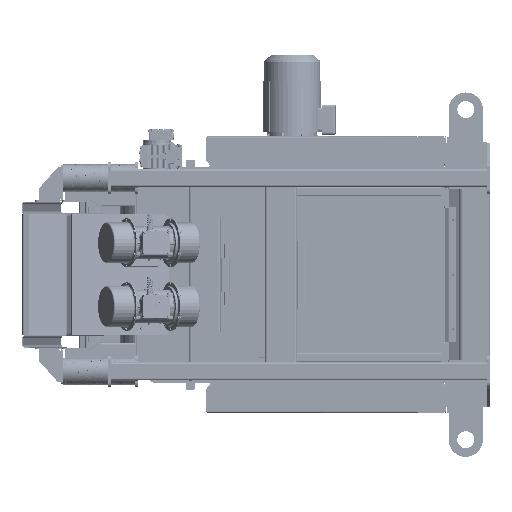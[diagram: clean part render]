
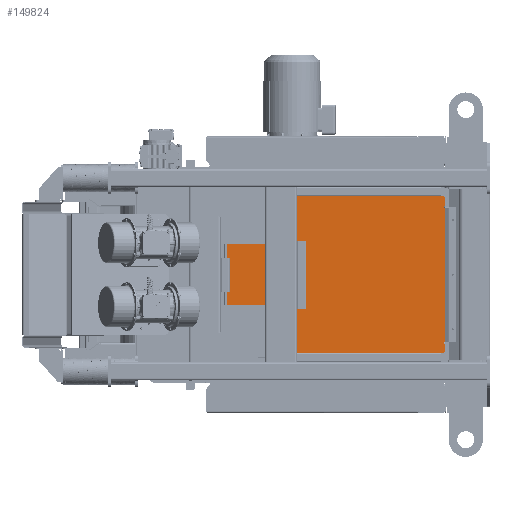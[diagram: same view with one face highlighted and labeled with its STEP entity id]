
A CAD part, left-side view. The second image highlights one B-rep face of the part: STEP entity #149824.
In plain terms, the highlighted planar face has unit normal (-1, 0, 0).
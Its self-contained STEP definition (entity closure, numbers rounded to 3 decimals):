
#21534=CIRCLE('',#164151,1.);
#21535=CIRCLE('',#164152,5.);
#21536=CIRCLE('',#164153,5.);
#21537=CIRCLE('',#164154,1.);
#21538=CIRCLE('',#164155,6.);
#21539=CIRCLE('',#164156,6.);
#21540=CIRCLE('',#164157,4.);
#21541=CIRCLE('',#164158,4.);
#21542=CIRCLE('',#164159,6.);
#21543=CIRCLE('',#164160,6.);
#29223=FACE_OUTER_BOUND('',#37897,.T.);
#37897=EDGE_LOOP('',(#128947,#128948,#128949,#128950,#128951,#128952,#128953,
#128954,#128955,#128956,#128957,#128958,#128959,#128960,#128961,#128962,
#128963,#128964,#128965,#128966));
#47602=LINE('',#436636,#59054);
#47741=LINE('',#437039,#59193);
#47742=LINE('',#437043,#59194);
#47743=LINE('',#437047,#59195);
#47744=LINE('',#437051,#59196);
#47745=LINE('',#437055,#59197);
#47746=LINE('',#437060,#59198);
#47747=LINE('',#437064,#59199);
#47748=LINE('',#437068,#59200);
#47749=LINE('',#437071,#59201);
#59054=VECTOR('',#197995,10.);
#59193=VECTOR('',#198410,10.);
#59194=VECTOR('',#198413,10.);
#59195=VECTOR('',#198416,10.);
#59196=VECTOR('',#198419,10.);
#59197=VECTOR('',#198422,10.);
#59198=VECTOR('',#198427,10.);
#59199=VECTOR('',#198430,10.);
#59200=VECTOR('',#198433,10.);
#59201=VECTOR('',#198436,10.);
#72516=VERTEX_POINT('',#436633);
#72517=VERTEX_POINT('',#436635);
#72641=VERTEX_POINT('',#437035);
#72642=VERTEX_POINT('',#437036);
#72643=VERTEX_POINT('',#437038);
#72644=VERTEX_POINT('',#437040);
#72645=VERTEX_POINT('',#437042);
#72646=VERTEX_POINT('',#437044);
#72647=VERTEX_POINT('',#437046);
#72648=VERTEX_POINT('',#437048);
#72649=VERTEX_POINT('',#437050);
#72650=VERTEX_POINT('',#437052);
#72651=VERTEX_POINT('',#437054);
#72652=VERTEX_POINT('',#437057);
#72653=VERTEX_POINT('',#437059);
#72654=VERTEX_POINT('',#437061);
#72655=VERTEX_POINT('',#437063);
#72656=VERTEX_POINT('',#437065);
#72657=VERTEX_POINT('',#437067);
#72658=VERTEX_POINT('',#437069);
#91681=EDGE_CURVE('',#72516,#72517,#47602,.T.);
#91883=EDGE_CURVE('',#72641,#72642,#21534,.T.);
#91884=EDGE_CURVE('',#72641,#72643,#47741,.T.);
#91885=EDGE_CURVE('',#72643,#72644,#21535,.T.);
#91886=EDGE_CURVE('',#72644,#72645,#47742,.T.);
#91887=EDGE_CURVE('',#72645,#72646,#21536,.T.);
#91888=EDGE_CURVE('',#72646,#72647,#47743,.T.);
#91889=EDGE_CURVE('',#72648,#72647,#21537,.T.);
#91890=EDGE_CURVE('',#72649,#72648,#47744,.T.);
#91891=EDGE_CURVE('',#72650,#72649,#21538,.T.);
#91892=EDGE_CURVE('',#72651,#72650,#47745,.T.);
#91893=EDGE_CURVE('',#72517,#72651,#21539,.T.);
#91894=EDGE_CURVE('',#72516,#72652,#21540,.T.);
#91895=EDGE_CURVE('',#72653,#72652,#47746,.T.);
#91896=EDGE_CURVE('',#72653,#72654,#21541,.T.);
#91897=EDGE_CURVE('',#72655,#72654,#47747,.T.);
#91898=EDGE_CURVE('',#72656,#72655,#21542,.T.);
#91899=EDGE_CURVE('',#72657,#72656,#47748,.T.);
#91900=EDGE_CURVE('',#72658,#72657,#21543,.T.);
#91901=EDGE_CURVE('',#72642,#72658,#47749,.T.);
#128947=ORIENTED_EDGE('',*,*,#91883,.F.);
#128948=ORIENTED_EDGE('',*,*,#91884,.T.);
#128949=ORIENTED_EDGE('',*,*,#91885,.T.);
#128950=ORIENTED_EDGE('',*,*,#91886,.T.);
#128951=ORIENTED_EDGE('',*,*,#91887,.T.);
#128952=ORIENTED_EDGE('',*,*,#91888,.T.);
#128953=ORIENTED_EDGE('',*,*,#91889,.F.);
#128954=ORIENTED_EDGE('',*,*,#91890,.F.);
#128955=ORIENTED_EDGE('',*,*,#91891,.F.);
#128956=ORIENTED_EDGE('',*,*,#91892,.F.);
#128957=ORIENTED_EDGE('',*,*,#91893,.F.);
#128958=ORIENTED_EDGE('',*,*,#91681,.F.);
#128959=ORIENTED_EDGE('',*,*,#91894,.T.);
#128960=ORIENTED_EDGE('',*,*,#91895,.F.);
#128961=ORIENTED_EDGE('',*,*,#91896,.T.);
#128962=ORIENTED_EDGE('',*,*,#91897,.F.);
#128963=ORIENTED_EDGE('',*,*,#91898,.F.);
#128964=ORIENTED_EDGE('',*,*,#91899,.F.);
#128965=ORIENTED_EDGE('',*,*,#91900,.F.);
#128966=ORIENTED_EDGE('',*,*,#91901,.F.);
#142447=PLANE('',#164150);
#149824=ADVANCED_FACE('',(#29223),#142447,.T.);
#164150=AXIS2_PLACEMENT_3D('',#437034,#198406,#198407);
#164151=AXIS2_PLACEMENT_3D('',#437037,#198408,#198409);
#164152=AXIS2_PLACEMENT_3D('',#437041,#198411,#198412);
#164153=AXIS2_PLACEMENT_3D('',#437045,#198414,#198415);
#164154=AXIS2_PLACEMENT_3D('',#437049,#198417,#198418);
#164155=AXIS2_PLACEMENT_3D('',#437053,#198420,#198421);
#164156=AXIS2_PLACEMENT_3D('',#437056,#198423,#198424);
#164157=AXIS2_PLACEMENT_3D('',#437058,#198425,#198426);
#164158=AXIS2_PLACEMENT_3D('',#437062,#198428,#198429);
#164159=AXIS2_PLACEMENT_3D('',#437066,#198431,#198432);
#164160=AXIS2_PLACEMENT_3D('',#437070,#198434,#198435);
#197995=DIRECTION('',(0.,1.,0.));
#198406=DIRECTION('center_axis',(-1.,0.,0.));
#198407=DIRECTION('ref_axis',(0.,-1.,0.));
#198408=DIRECTION('center_axis',(1.,0.,0.));
#198409=DIRECTION('ref_axis',(0.,0.707,0.707));
#198410=DIRECTION('',(0.,0.,-1.));
#198411=DIRECTION('center_axis',(1.,0.,0.));
#198412=DIRECTION('ref_axis',(0.,1.,0.));
#198413=DIRECTION('',(0.,1.,0.));
#198414=DIRECTION('center_axis',(1.,0.,0.));
#198415=DIRECTION('ref_axis',(0.,-1.,0.));
#198416=DIRECTION('',(0.,0.,1.));
#198417=DIRECTION('center_axis',(1.,0.,0.));
#198418=DIRECTION('ref_axis',(0.,-0.707,
0.707));
#198419=DIRECTION('',(0.,-1.,0.));
#198420=DIRECTION('center_axis',(1.,0.,0.));
#198421=DIRECTION('ref_axis',(0.,0.707,0.707));
#198422=DIRECTION('',(0.,0.,1.));
#198423=DIRECTION('center_axis',(1.,0.,0.));
#198424=DIRECTION('ref_axis',(0.,0.707,-0.707));
#198425=DIRECTION('center_axis',(1.,0.,0.));
#198426=DIRECTION('ref_axis',(0.,-1.,0.));
#198427=DIRECTION('',(0.,1.,0.));
#198428=DIRECTION('center_axis',(1.,0.,0.));
#198429=DIRECTION('ref_axis',(0.,1.,0.));
#198430=DIRECTION('',(0.,1.,0.));
#198431=DIRECTION('center_axis',(1.,0.,0.));
#198432=DIRECTION('ref_axis',(0.,-0.707,
-0.707));
#198433=DIRECTION('',(0.,0.,-1.));
#198434=DIRECTION('center_axis',(1.,0.,0.));
#198435=DIRECTION('ref_axis',(0.,-0.707,0.707));
#198436=DIRECTION('',(0.,-1.,0.));
#436633=CARTESIAN_POINT('',(-144.,303.,-1124.926));
#436635=CARTESIAN_POINT('',(-144.,339.,-1124.926));
#436636=CARTESIAN_POINT('',(-144.,-345.,-1124.926));
#437034=CARTESIAN_POINT('Origin',(-144.,0.,
-643.426));
#437035=CARTESIAN_POINT('',(-144.,-301.,-162.926));
#437036=CARTESIAN_POINT('',(-144.,-302.,-161.926));
#437037=CARTESIAN_POINT('Origin',(-144.,-302.,-162.926));
#437038=CARTESIAN_POINT('',(-144.,-301.,-169.926));
#437039=CARTESIAN_POINT('',(-144.,-301.,-406.676));
#437040=CARTESIAN_POINT('',(-144.,-291.,-169.926));
#437041=CARTESIAN_POINT('Origin',(-144.,-296.,-169.926));
#437042=CARTESIAN_POINT('',(-144.,291.,-169.926));
#437043=CARTESIAN_POINT('',(-144.,145.5,-169.926));
#437044=CARTESIAN_POINT('',(-144.,301.,-169.926));
#437045=CARTESIAN_POINT('Origin',(-144.,296.,-169.926));
#437046=CARTESIAN_POINT('',(-144.,301.,-162.926));
#437047=CARTESIAN_POINT('',(-144.,301.,-402.676));
#437048=CARTESIAN_POINT('',(-144.,302.,-161.926));
#437049=CARTESIAN_POINT('Origin',(-144.,302.,-162.926));
#437050=CARTESIAN_POINT('',(-144.,339.,-161.926));
#437051=CARTESIAN_POINT('',(-144.,345.,-161.926));
#437052=CARTESIAN_POINT('',(-144.,345.,-167.926));
#437053=CARTESIAN_POINT('Origin',(-144.,339.,-167.926));
#437054=CARTESIAN_POINT('',(-144.,345.,-1118.926));
#437055=CARTESIAN_POINT('',(-144.,345.,-1124.926));
#437056=CARTESIAN_POINT('Origin',(-144.,339.,-1118.926));
#437057=CARTESIAN_POINT('',(-144.,295.,-1124.926));
#437058=CARTESIAN_POINT('Origin',(-144.,299.,-1124.926));
#437059=CARTESIAN_POINT('',(-144.,-295.,-1124.926));
#437060=CARTESIAN_POINT('',(-144.,-345.,-1124.926));
#437061=CARTESIAN_POINT('',(-144.,-303.,-1124.926));
#437062=CARTESIAN_POINT('Origin',(-144.,-299.,-1124.926));
#437063=CARTESIAN_POINT('',(-144.,-339.,-1124.926));
#437064=CARTESIAN_POINT('',(-144.,-345.,-1124.926));
#437065=CARTESIAN_POINT('',(-144.,-345.,-1118.926));
#437066=CARTESIAN_POINT('Origin',(-144.,-339.,-1118.926));
#437067=CARTESIAN_POINT('',(-144.,-345.,-167.926));
#437068=CARTESIAN_POINT('',(-144.,-345.,-161.926));
#437069=CARTESIAN_POINT('',(-144.,-339.,-161.926));
#437070=CARTESIAN_POINT('Origin',(-144.,-339.,-167.926));
#437071=CARTESIAN_POINT('',(-144.,345.,-161.926));
